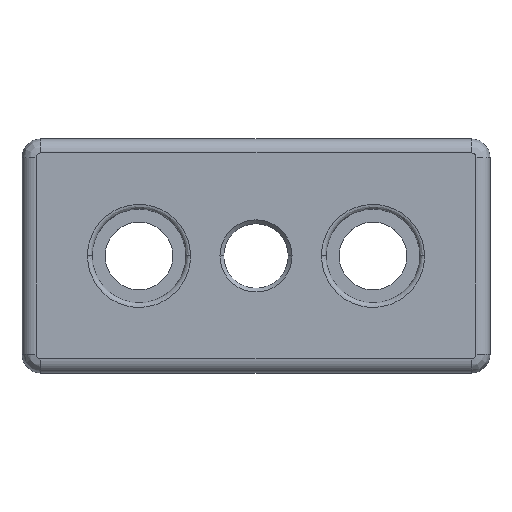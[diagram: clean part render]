
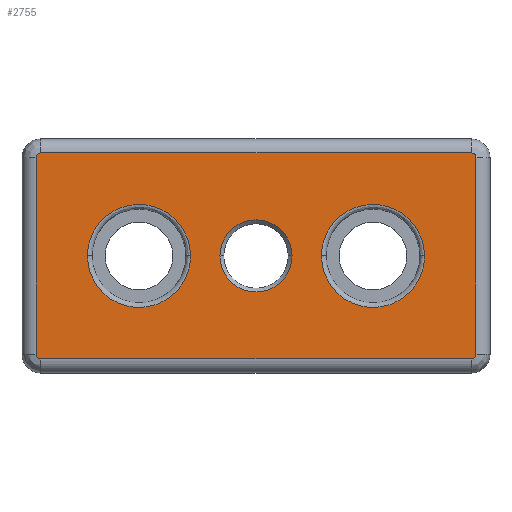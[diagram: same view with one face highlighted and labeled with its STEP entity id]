
A CAD part, top view. The second image highlights one B-rep face of the part: STEP entity #2755.
In plain terms, the highlighted planar face has unit normal (0, 0, 1).
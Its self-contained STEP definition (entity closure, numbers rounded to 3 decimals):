
#14=FACE_BOUND('',#649,.T.);
#15=FACE_BOUND('',#650,.T.);
#16=FACE_BOUND('',#651,.T.);
#28=PLANE('',#2996);
#161=LINE('',#4604,#308);
#162=LINE('',#4611,#309);
#163=LINE('',#4618,#310);
#164=LINE('',#4625,#311);
#308=VECTOR('',#3463,42.);
#309=VECTOR('',#3464,92.);
#310=VECTOR('',#3465,42.);
#311=VECTOR('',#3466,92.);
#474=FACE_OUTER_BOUND('',#648,.T.);
#648=EDGE_LOOP('',(#1800,#1801,#1802,#1803,#1804,#1805,#1806,#1807));
#649=EDGE_LOOP('',(#1808,#1809));
#650=EDGE_LOOP('',(#1810,#1811));
#651=EDGE_LOOP('',(#1812,#1813));
#873=CIRCLE('',#2969,7.7);
#890=CIRCLE('',#2997,7.7);
#1043=(
BOUNDED_CURVE()
B_SPLINE_CURVE(3,(#4115,#4116,#4117,#4118),.UNSPECIFIED.,.F.,.F.)
B_SPLINE_CURVE_WITH_KNOTS((4,4),(0.,1.),.UNSPECIFIED.)
CURVE()
GEOMETRIC_REPRESENTATION_ITEM()
RATIONAL_B_SPLINE_CURVE((1.,0.333,0.333,1.))
REPRESENTATION_ITEM('')
);
#1044=(
BOUNDED_CURVE()
B_SPLINE_CURVE(3,(#4142,#4143,#4144,#4145),.UNSPECIFIED.,.F.,.F.)
B_SPLINE_CURVE_WITH_KNOTS((4,4),(0.,1.),.UNSPECIFIED.)
CURVE()
GEOMETRIC_REPRESENTATION_ITEM()
RATIONAL_B_SPLINE_CURVE((1.,0.333,0.333,1.))
REPRESENTATION_ITEM('')
);
#1045=(
BOUNDED_CURVE()
B_SPLINE_CURVE(3,(#4606,#4607,#4608,#4609),.UNSPECIFIED.,.F.,.F.)
B_SPLINE_CURVE_WITH_KNOTS((4,4),(0.,1.),.UNSPECIFIED.)
CURVE()
GEOMETRIC_REPRESENTATION_ITEM()
RATIONAL_B_SPLINE_CURVE((1.,0.805,0.805,1.))
REPRESENTATION_ITEM('')
);
#1046=(
BOUNDED_CURVE()
B_SPLINE_CURVE(3,(#4613,#4614,#4615,#4616),.UNSPECIFIED.,.F.,.F.)
B_SPLINE_CURVE_WITH_KNOTS((4,4),(0.,1.),.UNSPECIFIED.)
CURVE()
GEOMETRIC_REPRESENTATION_ITEM()
RATIONAL_B_SPLINE_CURVE((1.,0.805,0.805,1.))
REPRESENTATION_ITEM('')
);
#1047=(
BOUNDED_CURVE()
B_SPLINE_CURVE(3,(#4620,#4621,#4622,#4623),.UNSPECIFIED.,.F.,.F.)
B_SPLINE_CURVE_WITH_KNOTS((4,4),(0.,1.),.UNSPECIFIED.)
CURVE()
GEOMETRIC_REPRESENTATION_ITEM()
RATIONAL_B_SPLINE_CURVE((1.,0.805,0.805,1.))
REPRESENTATION_ITEM('')
);
#1048=(
BOUNDED_CURVE()
B_SPLINE_CURVE(3,(#4626,#4627,#4628,#4629),.UNSPECIFIED.,.F.,.F.)
B_SPLINE_CURVE_WITH_KNOTS((4,4),(0.,1.),.UNSPECIFIED.)
CURVE()
GEOMETRIC_REPRESENTATION_ITEM()
RATIONAL_B_SPLINE_CURVE((1.,0.805,0.805,1.))
REPRESENTATION_ITEM('')
);
#1049=(
BOUNDED_CURVE()
B_SPLINE_CURVE(3,(#4630,#4631,#4632,#4633),.UNSPECIFIED.,.F.,.F.)
B_SPLINE_CURVE_WITH_KNOTS((4,4),(0.,1.),.UNSPECIFIED.)
CURVE()
GEOMETRIC_REPRESENTATION_ITEM()
RATIONAL_B_SPLINE_CURVE((1.,0.333,0.333,1.))
REPRESENTATION_ITEM('')
);
#1050=(
BOUNDED_CURVE()
B_SPLINE_CURVE(3,(#4634,#4635,#4636,#4637),.UNSPECIFIED.,.F.,.F.)
B_SPLINE_CURVE_WITH_KNOTS((4,4),(0.,1.),.UNSPECIFIED.)
CURVE()
GEOMETRIC_REPRESENTATION_ITEM()
RATIONAL_B_SPLINE_CURVE((1.,0.333,0.333,1.))
REPRESENTATION_ITEM('')
);
#1051=VERTEX_POINT('',#4113);
#1052=VERTEX_POINT('',#4114);
#1055=VERTEX_POINT('',#4140);
#1056=VERTEX_POINT('',#4141);
#1120=VERTEX_POINT('',#4518);
#1121=VERTEX_POINT('',#4520);
#1154=VERTEX_POINT('',#4602);
#1155=VERTEX_POINT('',#4603);
#1156=VERTEX_POINT('',#4605);
#1157=VERTEX_POINT('',#4610);
#1158=VERTEX_POINT('',#4612);
#1159=VERTEX_POINT('',#4617);
#1160=VERTEX_POINT('',#4619);
#1161=VERTEX_POINT('',#4624);
#1288=EDGE_CURVE('',#1051,#1052,#1043,.T.);
#1292=EDGE_CURVE('',#1055,#1056,#1044,.T.);
#1357=EDGE_CURVE('',#1120,#1121,#873,.T.);
#1395=EDGE_CURVE('',#1154,#1155,#161,.T.);
#1396=EDGE_CURVE('',#1156,#1154,#1045,.T.);
#1397=EDGE_CURVE('',#1157,#1156,#162,.T.);
#1398=EDGE_CURVE('',#1158,#1157,#1046,.T.);
#1399=EDGE_CURVE('',#1159,#1158,#163,.T.);
#1400=EDGE_CURVE('',#1160,#1159,#1047,.T.);
#1401=EDGE_CURVE('',#1161,#1160,#164,.T.);
#1402=EDGE_CURVE('',#1155,#1161,#1048,.T.);
#1403=EDGE_CURVE('',#1052,#1051,#1049,.T.);
#1404=EDGE_CURVE('',#1056,#1055,#1050,.T.);
#1405=EDGE_CURVE('',#1121,#1120,#890,.T.);
#1800=ORIENTED_EDGE('',*,*,#1395,.F.);
#1801=ORIENTED_EDGE('',*,*,#1396,.F.);
#1802=ORIENTED_EDGE('',*,*,#1397,.F.);
#1803=ORIENTED_EDGE('',*,*,#1398,.F.);
#1804=ORIENTED_EDGE('',*,*,#1399,.F.);
#1805=ORIENTED_EDGE('',*,*,#1400,.F.);
#1806=ORIENTED_EDGE('',*,*,#1401,.F.);
#1807=ORIENTED_EDGE('',*,*,#1402,.F.);
#1808=ORIENTED_EDGE('',*,*,#1288,.F.);
#1809=ORIENTED_EDGE('',*,*,#1403,.F.);
#1810=ORIENTED_EDGE('',*,*,#1292,.F.);
#1811=ORIENTED_EDGE('',*,*,#1404,.F.);
#1812=ORIENTED_EDGE('',*,*,#1405,.F.);
#1813=ORIENTED_EDGE('',*,*,#1357,.F.);
#2755=ADVANCED_FACE('',(#474,#14,#15,#16),#28,.F.);
#2969=AXIS2_PLACEMENT_3D('',#4521,#3386,#3387);
#2996=AXIS2_PLACEMENT_3D('',#4601,#3461,#3462);
#2997=AXIS2_PLACEMENT_3D('',#4638,#3467,#3468);
#3386=DIRECTION('center_axis',(0.,0.,1.));
#3387=DIRECTION('ref_axis',(1.,0.,0.));
#3461=DIRECTION('center_axis',(0.,0.,-1.));
#3462=DIRECTION('ref_axis',(0.,-1.,0.));
#3463=DIRECTION('',(0.,1.,0.));
#3464=DIRECTION('',(-1.,0.,0.));
#3465=DIRECTION('',(0.,-1.,0.));
#3466=DIRECTION('',(1.,0.,0.));
#3467=DIRECTION('center_axis',(0.,0.,1.));
#3468=DIRECTION('ref_axis',(1.,0.,0.));
#4113=CARTESIAN_POINT('',(-36.,0.,16.));
#4114=CARTESIAN_POINT('',(-14.,0.,16.));
#4115=CARTESIAN_POINT('Ctrl Pts',(-36.,0.,16.));
#4116=CARTESIAN_POINT('Ctrl Pts',(-36.,-22.,16.));
#4117=CARTESIAN_POINT('Ctrl Pts',(-14.,-22.,16.));
#4118=CARTESIAN_POINT('Ctrl Pts',(-14.,0.,16.));
#4140=CARTESIAN_POINT('',(14.,0.,16.));
#4141=CARTESIAN_POINT('',(36.,0.,16.));
#4142=CARTESIAN_POINT('Ctrl Pts',(14.,0.,16.));
#4143=CARTESIAN_POINT('Ctrl Pts',(14.,-22.,16.));
#4144=CARTESIAN_POINT('Ctrl Pts',(36.,-22.,16.));
#4145=CARTESIAN_POINT('Ctrl Pts',(36.,0.,16.));
#4518=CARTESIAN_POINT('',(-7.7,0.,16.));
#4520=CARTESIAN_POINT('',(7.7,0.,16.));
#4521=CARTESIAN_POINT('Origin',(0.,0.,16.));
#4601=CARTESIAN_POINT('Origin',(50.,-25.,16.));
#4602=CARTESIAN_POINT('',(-47.,-21.,16.));
#4603=CARTESIAN_POINT('',(-47.,21.,16.));
#4604=CARTESIAN_POINT('',(-47.,-25.,16.));
#4605=CARTESIAN_POINT('',(-46.,-22.,16.));
#4606=CARTESIAN_POINT('Ctrl Pts',(-46.,-22.,16.));
#4607=CARTESIAN_POINT('Ctrl Pts',(-46.586,-22.,16.));
#4608=CARTESIAN_POINT('Ctrl Pts',(-47.,-21.586,16.));
#4609=CARTESIAN_POINT('Ctrl Pts',(-47.,-21.,16.));
#4610=CARTESIAN_POINT('',(46.,-22.,16.));
#4611=CARTESIAN_POINT('',(50.,-22.,16.));
#4612=CARTESIAN_POINT('',(47.,-21.,16.));
#4613=CARTESIAN_POINT('Ctrl Pts',(47.,-21.,16.));
#4614=CARTESIAN_POINT('Ctrl Pts',(47.,-21.586,16.));
#4615=CARTESIAN_POINT('Ctrl Pts',(46.586,-22.,16.));
#4616=CARTESIAN_POINT('Ctrl Pts',(46.,-22.,16.));
#4617=CARTESIAN_POINT('',(47.,21.,16.));
#4618=CARTESIAN_POINT('',(47.,-25.,16.));
#4619=CARTESIAN_POINT('',(46.,22.,16.));
#4620=CARTESIAN_POINT('Ctrl Pts',(46.,22.,16.));
#4621=CARTESIAN_POINT('Ctrl Pts',(46.586,22.,16.));
#4622=CARTESIAN_POINT('Ctrl Pts',(47.,21.586,16.));
#4623=CARTESIAN_POINT('Ctrl Pts',(47.,21.,16.));
#4624=CARTESIAN_POINT('',(-46.,22.,16.));
#4625=CARTESIAN_POINT('',(50.,22.,16.));
#4626=CARTESIAN_POINT('Ctrl Pts',(-47.,21.,16.));
#4627=CARTESIAN_POINT('Ctrl Pts',(-47.,21.586,16.));
#4628=CARTESIAN_POINT('Ctrl Pts',(-46.586,22.,16.));
#4629=CARTESIAN_POINT('Ctrl Pts',(-46.,22.,16.));
#4630=CARTESIAN_POINT('Ctrl Pts',(-14.,0.,16.));
#4631=CARTESIAN_POINT('Ctrl Pts',(-14.,22.,16.));
#4632=CARTESIAN_POINT('Ctrl Pts',(-36.,22.,16.));
#4633=CARTESIAN_POINT('Ctrl Pts',(-36.,0.,16.));
#4634=CARTESIAN_POINT('Ctrl Pts',(36.,0.,16.));
#4635=CARTESIAN_POINT('Ctrl Pts',(36.,22.,16.));
#4636=CARTESIAN_POINT('Ctrl Pts',(14.,22.,16.));
#4637=CARTESIAN_POINT('Ctrl Pts',(14.,0.,16.));
#4638=CARTESIAN_POINT('Origin',(0.,0.,16.));
